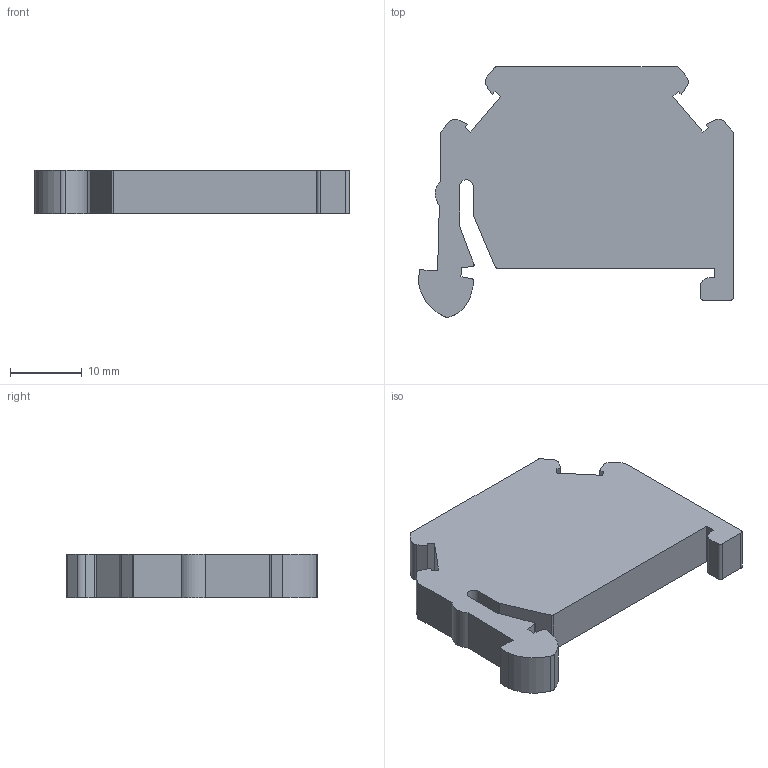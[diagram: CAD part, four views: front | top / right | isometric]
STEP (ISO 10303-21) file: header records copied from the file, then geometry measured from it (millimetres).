
FILE_DESCRIPTION((''),'2;1');
FILE_NAME('2G6','2020-01-11T',('Administrator'),(''),'PRO/ENGINEER BY PARAMETRIC TECHNOLOGY CORPORATION, 2013230','PRO/ENGINEER BY PARAMETRIC TECHNOLOGY CORPORATION, 2013230','');
FILE_SCHEMA(('CONFIG_CONTROL_DESIGN'));
Length unit declared in the file: millimetre
Products named in the file (1): 2G6
Bounding box: 43.8 x 34.82 x 6 mm (x, y, z)
Volume: 6382.5 mm3; surface area: 3301.1 mm2
Topology: 1 solids, 1 shells, 63 faces, 183 edges, 122 vertices
Faces by surface type: plane 40, cylinder 23
Entity records: 2121 total; most frequent: CARTESIAN_POINT 368, ORIENTED_EDGE 366, DIRECTION 355, EDGE_CURVE 183, VECTOR 137, LINE 137, VERTEX_POINT 122, AXIS2_PLACEMENT_3D 109
